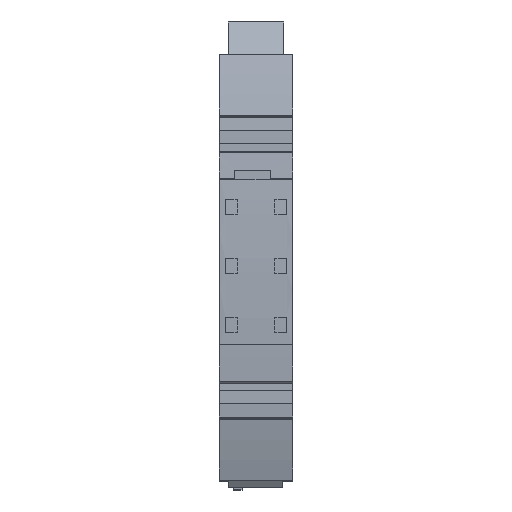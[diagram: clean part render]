
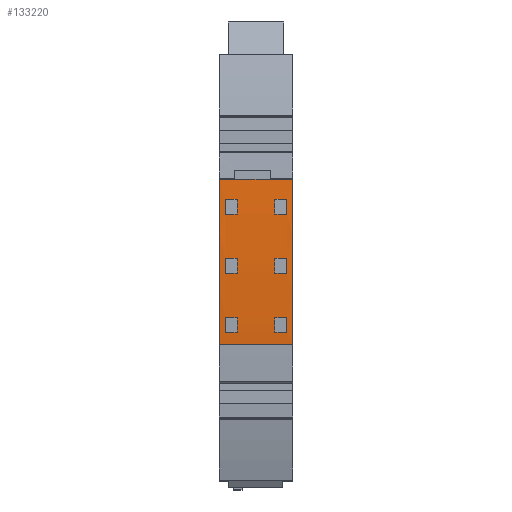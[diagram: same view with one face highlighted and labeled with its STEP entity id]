
A CAD part, top view. The second image highlights one B-rep face of the part: STEP entity #133220.
In plain terms, the highlighted cylindrical face has radius 220 mm (diameter 440 mm), a partial arc.
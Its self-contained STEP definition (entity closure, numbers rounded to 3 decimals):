
#9770=CARTESIAN_POINT('',(12.3,24.5,118.002));
#9780=VERTEX_POINT('',#9770);
#9810=CARTESIAN_POINT('',(12.3,37.72,-101.6));
#9820=DIRECTION('',(1.,0.,0.));
#9830=DIRECTION('',(0.,1.,0.));
#9840=AXIS2_PLACEMENT_3D('',#9810,#9820,#9830);
#9850=CIRCLE('',#9840,220.);
#9860=CARTESIAN_POINT('',(12.3,52.35,117.913));
#9870=VERTEX_POINT('',#9860);
#9880=EDGE_CURVE('',#9870,#9780,#9850,.T.);
#128670=CARTESIAN_POINT('',(0.05,24.5,118.002));
#128680=VERTEX_POINT('',#128670);
#128710=CARTESIAN_POINT('',(0.15,24.5,118.002));
#128720=DIRECTION('',(1.,0.,0.));
#128730=VECTOR('',#128720,1.);
#128740=LINE('',#128710,#128730);
#128750=EDGE_CURVE('',#128680,#9780,#128740,.T.);
#129970=CARTESIAN_POINT('',(0.15,52.35,117.913));
#129980=DIRECTION('',(1.,0.,0.));
#129990=VECTOR('',#129980,1.);
#130000=LINE('',#129970,#129990);
#130010=CARTESIAN_POINT('',(0.05,52.35,117.913));
#130020=VERTEX_POINT('',#130010);
#130030=EDGE_CURVE('',#130020,#9870,#130000,.T.);
#130890=CARTESIAN_POINT('',(0.15,37.72,-101.6));
#130900=DIRECTION('',(1.,0.,0.));
#130910=DIRECTION('',(0.,1.,0.));
#130920=AXIS2_PLACEMENT_3D('',#130890,#130900,#130910);
#130930=CYLINDRICAL_SURFACE('',#130920,220.);
#130940=CARTESIAN_POINT('',(9.35,37.72,-101.6));
#130950=DIRECTION('',(1.,0.,0.));
#130960=DIRECTION('',(0.,1.,0.));
#130970=AXIS2_PLACEMENT_3D('',#130940,#130950,#130960);
#130980=CIRCLE('',#130970,220.);
#130990=CARTESIAN_POINT('',(9.35,48.97,118.112));
#131000=VERTEX_POINT('',#130990);
#131010=CARTESIAN_POINT('',(9.35,46.47,118.226));
#131020=VERTEX_POINT('',#131010);
#131030=EDGE_CURVE('',#131000,#131020,#130980,.T.);
#131040=ORIENTED_EDGE('',*,*,#131030,.F.);
#131050=CARTESIAN_POINT('',(0.15,46.47,118.226));
#131060=DIRECTION('',(1.,0.,0.));
#131070=VECTOR('',#131060,1.);
#131080=LINE('',#131050,#131070);
#131090=CARTESIAN_POINT('',(11.35,46.47,118.226));
#131100=VERTEX_POINT('',#131090);
#131110=EDGE_CURVE('',#131020,#131100,#131080,.T.);
#131120=ORIENTED_EDGE('',*,*,#131110,.F.);
#131130=CARTESIAN_POINT('',(11.35,37.72,-101.6));
#131140=DIRECTION('',(1.,0.,0.));
#131150=DIRECTION('',(0.,1.,0.));
#131160=AXIS2_PLACEMENT_3D('',#131130,#131140,#131150);
#131170=CIRCLE('',#131160,220.);
#131180=CARTESIAN_POINT('',(11.35,48.97,118.112));
#131190=VERTEX_POINT('',#131180);
#131200=EDGE_CURVE('',#131190,#131100,#131170,.T.);
#131210=ORIENTED_EDGE('',*,*,#131200,.T.);
#131220=CARTESIAN_POINT('',(0.15,48.97,118.112));
#131230=DIRECTION('',(1.,0.,0.));
#131240=VECTOR('',#131230,1.);
#131250=LINE('',#131220,#131240);
#131260=EDGE_CURVE('',#131000,#131190,#131250,.T.);
#131270=ORIENTED_EDGE('',*,*,#131260,.T.);
#131280=EDGE_LOOP('',(#131270,#131210,#131120,#131040));
#131290=FACE_BOUND('',#131280,.T.);
#131300=CARTESIAN_POINT('',(0.15,28.97,118.226));
#131310=DIRECTION('',(1.,0.,0.));
#131320=VECTOR('',#131310,1.);
#131330=LINE('',#131300,#131320);
#131340=CARTESIAN_POINT('',(9.35,28.97,118.226));
#131350=VERTEX_POINT('',#131340);
#131360=CARTESIAN_POINT('',(11.35,28.97,118.226));
#131370=VERTEX_POINT('',#131360);
#131380=EDGE_CURVE('',#131350,#131370,#131330,.T.);
#131390=ORIENTED_EDGE('',*,*,#131380,.T.);
#131400=CARTESIAN_POINT('',(9.35,37.72,-101.6));
#131410=DIRECTION('',(1.,0.,0.));
#131420=DIRECTION('',(0.,1.,0.));
#131430=AXIS2_PLACEMENT_3D('',#131400,#131410,#131420);
#131440=CIRCLE('',#131430,220.);
#131450=CARTESIAN_POINT('',(9.35,26.47,118.112));
#131460=VERTEX_POINT('',#131450);
#131470=EDGE_CURVE('',#131350,#131460,#131440,.T.);
#131480=ORIENTED_EDGE('',*,*,#131470,.F.);
#131490=CARTESIAN_POINT('',(0.15,26.47,118.112));
#131500=DIRECTION('',(1.,0.,0.));
#131510=VECTOR('',#131500,1.);
#131520=LINE('',#131490,#131510);
#131530=CARTESIAN_POINT('',(11.35,26.47,118.112));
#131540=VERTEX_POINT('',#131530);
#131550=EDGE_CURVE('',#131460,#131540,#131520,.T.);
#131560=ORIENTED_EDGE('',*,*,#131550,.F.);
#131570=CARTESIAN_POINT('',(11.35,37.72,-101.6));
#131580=DIRECTION('',(1.,0.,0.));
#131590=DIRECTION('',(0.,1.,0.));
#131600=AXIS2_PLACEMENT_3D('',#131570,#131580,#131590);
#131610=CIRCLE('',#131600,220.);
#131620=EDGE_CURVE('',#131370,#131540,#131610,.T.);
#131630=ORIENTED_EDGE('',*,*,#131620,.T.);
#131640=EDGE_LOOP('',(#131630,#131560,#131480,#131390));
#131650=FACE_BOUND('',#131640,.T.);
#131660=CARTESIAN_POINT('',(0.15,38.97,118.396));
#131670=DIRECTION('',(1.,0.,0.));
#131680=VECTOR('',#131670,1.);
#131690=LINE('',#131660,#131680);
#131700=CARTESIAN_POINT('',(9.35,38.97,118.396));
#131710=VERTEX_POINT('',#131700);
#131720=CARTESIAN_POINT('',(11.35,38.97,118.396));
#131730=VERTEX_POINT('',#131720);
#131740=EDGE_CURVE('',#131710,#131730,#131690,.T.);
#131750=ORIENTED_EDGE('',*,*,#131740,.T.);
#131760=CARTESIAN_POINT('',(9.35,37.72,-101.6));
#131770=DIRECTION('',(1.,0.,0.));
#131780=DIRECTION('',(0.,1.,0.));
#131790=AXIS2_PLACEMENT_3D('',#131760,#131770,#131780);
#131800=CIRCLE('',#131790,220.);
#131810=CARTESIAN_POINT('',(9.35,36.47,118.396));
#131820=VERTEX_POINT('',#131810);
#131830=EDGE_CURVE('',#131710,#131820,#131800,.T.);
#131840=ORIENTED_EDGE('',*,*,#131830,.F.);
#131850=CARTESIAN_POINT('',(0.15,36.47,118.396));
#131860=DIRECTION('',(1.,0.,0.));
#131870=VECTOR('',#131860,1.);
#131880=LINE('',#131850,#131870);
#131890=CARTESIAN_POINT('',(11.35,36.47,118.396));
#131900=VERTEX_POINT('',#131890);
#131910=EDGE_CURVE('',#131820,#131900,#131880,.T.);
#131920=ORIENTED_EDGE('',*,*,#131910,.F.);
#131930=CARTESIAN_POINT('',(11.35,37.72,-101.6));
#131940=DIRECTION('',(1.,0.,0.));
#131950=DIRECTION('',(0.,1.,0.));
#131960=AXIS2_PLACEMENT_3D('',#131930,#131940,#131950);
#131970=CIRCLE('',#131960,220.);
#131980=EDGE_CURVE('',#131730,#131900,#131970,.T.);
#131990=ORIENTED_EDGE('',*,*,#131980,.T.);
#132000=EDGE_LOOP('',(#131990,#131920,#131840,#131750));
#132010=FACE_BOUND('',#132000,.T.);
#132020=CARTESIAN_POINT('',(1.,37.72,-101.6));
#132030=DIRECTION('',(1.,0.,0.));
#132040=DIRECTION('',(0.,1.,0.));
#132050=AXIS2_PLACEMENT_3D('',#132020,#132030,#132040);
#132060=CIRCLE('',#132050,220.);
#132070=CARTESIAN_POINT('',(1.,38.97,118.396));
#132080=VERTEX_POINT('',#132070);
#132090=CARTESIAN_POINT('',(1.,36.47,118.396));
#132100=VERTEX_POINT('',#132090);
#132110=EDGE_CURVE('',#132080,#132100,#132060,.T.);
#132120=ORIENTED_EDGE('',*,*,#132110,.F.);
#132130=CARTESIAN_POINT('',(0.15,36.47,118.396));
#132140=DIRECTION('',(1.,0.,0.));
#132150=VECTOR('',#132140,1.);
#132160=LINE('',#132130,#132150);
#132170=CARTESIAN_POINT('',(3.,36.47,118.396));
#132180=VERTEX_POINT('',#132170);
#132190=EDGE_CURVE('',#132100,#132180,#132160,.T.);
#132200=ORIENTED_EDGE('',*,*,#132190,.F.);
#132210=CARTESIAN_POINT('',(3.,37.72,-101.6));
#132220=DIRECTION('',(1.,0.,0.));
#132230=DIRECTION('',(0.,1.,0.));
#132240=AXIS2_PLACEMENT_3D('',#132210,#132220,#132230);
#132250=CIRCLE('',#132240,220.);
#132260=CARTESIAN_POINT('',(3.,38.97,118.396));
#132270=VERTEX_POINT('',#132260);
#132280=EDGE_CURVE('',#132270,#132180,#132250,.T.);
#132290=ORIENTED_EDGE('',*,*,#132280,.T.);
#132300=CARTESIAN_POINT('',(0.15,38.97,118.396));
#132310=DIRECTION('',(1.,0.,0.));
#132320=VECTOR('',#132310,1.);
#132330=LINE('',#132300,#132320);
#132340=EDGE_CURVE('',#132080,#132270,#132330,.T.);
#132350=ORIENTED_EDGE('',*,*,#132340,.T.);
#132360=EDGE_LOOP('',(#132350,#132290,#132200,#132120));
#132370=FACE_BOUND('',#132360,.T.);
#132380=CARTESIAN_POINT('',(0.15,28.97,118.226));
#132390=DIRECTION('',(1.,0.,0.));
#132400=VECTOR('',#132390,1.);
#132410=LINE('',#132380,#132400);
#132420=CARTESIAN_POINT('',(1.,28.97,118.226));
#132430=VERTEX_POINT('',#132420);
#132440=CARTESIAN_POINT('',(3.,28.97,118.226));
#132450=VERTEX_POINT('',#132440);
#132460=EDGE_CURVE('',#132430,#132450,#132410,.T.);
#132470=ORIENTED_EDGE('',*,*,#132460,.T.);
#132480=CARTESIAN_POINT('',(1.,37.72,-101.6));
#132490=DIRECTION('',(1.,0.,0.));
#132500=DIRECTION('',(0.,1.,0.));
#132510=AXIS2_PLACEMENT_3D('',#132480,#132490,#132500);
#132520=CIRCLE('',#132510,220.);
#132530=CARTESIAN_POINT('',(1.,26.47,118.112));
#132540=VERTEX_POINT('',#132530);
#132550=EDGE_CURVE('',#132430,#132540,#132520,.T.);
#132560=ORIENTED_EDGE('',*,*,#132550,.F.);
#132570=CARTESIAN_POINT('',(0.15,26.47,118.112));
#132580=DIRECTION('',(1.,0.,0.));
#132590=VECTOR('',#132580,1.);
#132600=LINE('',#132570,#132590);
#132610=CARTESIAN_POINT('',(3.,26.47,118.112));
#132620=VERTEX_POINT('',#132610);
#132630=EDGE_CURVE('',#132540,#132620,#132600,.T.);
#132640=ORIENTED_EDGE('',*,*,#132630,.F.);
#132650=CARTESIAN_POINT('',(3.,37.72,-101.6));
#132660=DIRECTION('',(1.,0.,0.));
#132670=DIRECTION('',(0.,1.,0.));
#132680=AXIS2_PLACEMENT_3D('',#132650,#132660,#132670);
#132690=CIRCLE('',#132680,220.);
#132700=EDGE_CURVE('',#132450,#132620,#132690,.T.);
#132710=ORIENTED_EDGE('',*,*,#132700,.T.);
#132720=EDGE_LOOP('',(#132710,#132640,#132560,#132470));
#132730=FACE_BOUND('',#132720,.T.);
#132740=CARTESIAN_POINT('',(3.,37.72,-101.6));
#132750=DIRECTION('',(1.,0.,0.));
#132760=DIRECTION('',(0.,1.,0.));
#132770=AXIS2_PLACEMENT_3D('',#132740,#132750,#132760);
#132780=CIRCLE('',#132770,220.);
#132790=CARTESIAN_POINT('',(3.,48.97,118.112));
#132800=VERTEX_POINT('',#132790);
#132810=CARTESIAN_POINT('',(3.,46.47,118.226));
#132820=VERTEX_POINT('',#132810);
#132830=EDGE_CURVE('',#132800,#132820,#132780,.T.);
#132840=ORIENTED_EDGE('',*,*,#132830,.T.);
#132850=CARTESIAN_POINT('',(0.15,48.97,118.112));
#132860=DIRECTION('',(1.,0.,0.));
#132870=VECTOR('',#132860,1.);
#132880=LINE('',#132850,#132870);
#132890=CARTESIAN_POINT('',(1.,48.97,118.112));
#132900=VERTEX_POINT('',#132890);
#132910=EDGE_CURVE('',#132900,#132800,#132880,.T.);
#132920=ORIENTED_EDGE('',*,*,#132910,.T.);
#132930=CARTESIAN_POINT('',(1.,37.72,-101.6));
#132940=DIRECTION('',(1.,0.,0.));
#132950=DIRECTION('',(0.,1.,0.));
#132960=AXIS2_PLACEMENT_3D('',#132930,#132940,#132950);
#132970=CIRCLE('',#132960,220.);
#132980=CARTESIAN_POINT('',(1.,46.47,118.226));
#132990=VERTEX_POINT('',#132980);
#133000=EDGE_CURVE('',#132900,#132990,#132970,.T.);
#133010=ORIENTED_EDGE('',*,*,#133000,.F.);
#133020=CARTESIAN_POINT('',(0.15,46.47,118.226));
#133030=DIRECTION('',(1.,0.,0.));
#133040=VECTOR('',#133030,1.);
#133050=LINE('',#133020,#133040);
#133060=EDGE_CURVE('',#132990,#132820,#133050,.T.);
#133070=ORIENTED_EDGE('',*,*,#133060,.F.);
#133080=EDGE_LOOP('',(#133070,#133010,#132920,#132840));
#133090=FACE_BOUND('',#133080,.T.);
#133100=ORIENTED_EDGE('',*,*,#128750,.T.);
#133110=CARTESIAN_POINT('',(0.05,37.72,-101.6));
#133120=DIRECTION('',(1.,0.,0.));
#133130=DIRECTION('',(0.,1.,0.));
#133140=AXIS2_PLACEMENT_3D('',#133110,#133120,#133130);
#133150=CIRCLE('',#133140,220.);
#133160=EDGE_CURVE('',#130020,#128680,#133150,.T.);
#133170=ORIENTED_EDGE('',*,*,#133160,.T.);
#133180=ORIENTED_EDGE('',*,*,#130030,.F.);
#133190=ORIENTED_EDGE('',*,*,#9880,.F.);
#133200=EDGE_LOOP('',(#133190,#133180,#133170,#133100));
#133210=FACE_OUTER_BOUND('',#133200,.T.);
#133220=ADVANCED_FACE('',(#131290,#131650,#132010,#132370,#132730,
#133090,#133210),#130930,.T.);
